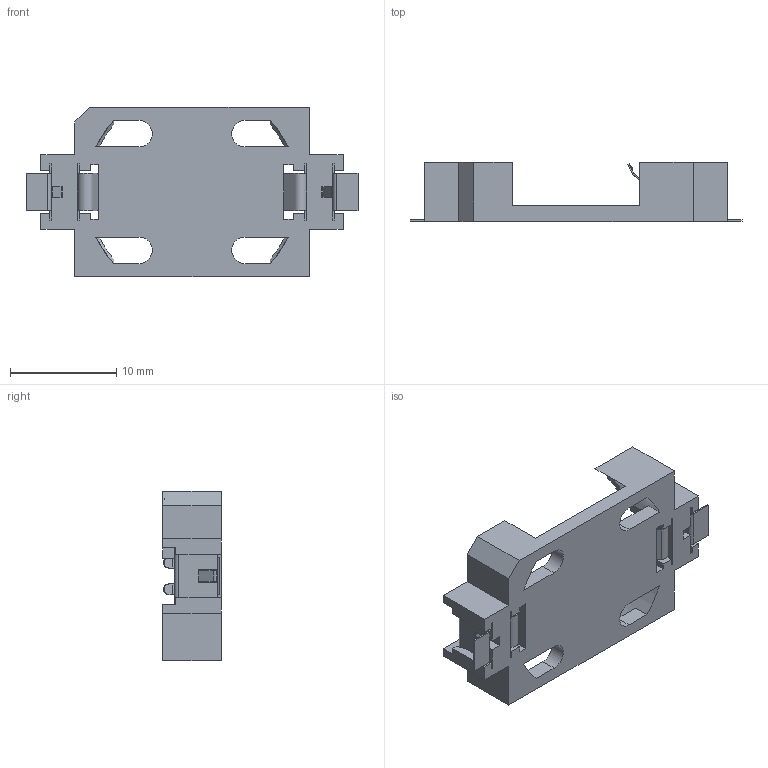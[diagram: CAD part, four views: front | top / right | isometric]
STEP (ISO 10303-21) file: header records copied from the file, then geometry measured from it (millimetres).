
FILE_DESCRIPTION (( 'STEP AP214' ), '1' );
FILE_NAME ('CR2032-BS-6-1.STEP', '2022-03-21T04:02:43', ( '' ), ( '' ), 'SwSTEP 2.0', 'SolidWorks 2017', '' );
FILE_SCHEMA (( 'AUTOMOTIVE_DESIGN' ));
Length unit declared in the file: millimetre
Products named in the file (1): CR2032-BS-6-1
Bounding box: 31.3 x 5.55 x 16 mm (x, y, z)
Volume: 859 mm3; surface area: 1753.8 mm2
Topology: 3 solids, 3 shells, 296 faces, 818 edges, 534 vertices
Faces by surface type: plane 232, cylinder 56, cone 4, torus 4
Entity records: 9432 total; most frequent: CARTESIAN_POINT 1673, ORIENTED_EDGE 1636, DIRECTION 1554, EDGE_CURVE 818, VECTOR 660, LINE 660, VERTEX_POINT 534, AXIS2_PLACEMENT_3D 447
